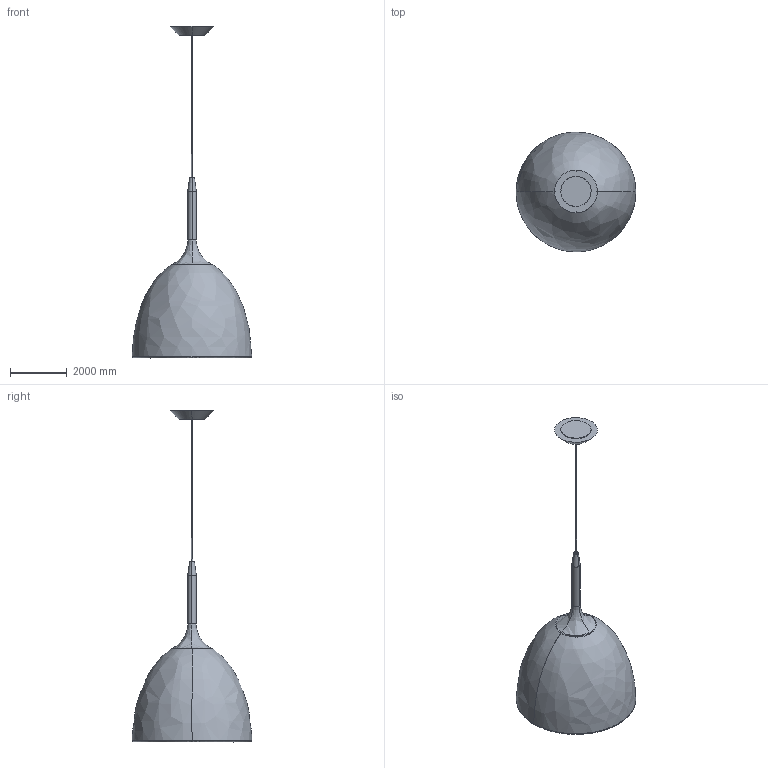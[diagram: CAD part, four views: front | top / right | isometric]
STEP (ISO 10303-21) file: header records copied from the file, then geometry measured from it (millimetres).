
FILE_DESCRIPTION(/* description */ (''),/* implementation_level */ '2;1');
FILE_NAME(/* name */ 'Castore_Calice_Sospensione_42_3D',/* time_stamp */ '2012-01-30T10:48:14+01:00',/* author */ (''),/* organization */ (''),/* preprocessor_version */ 'ST-DEVELOPER v10',/* originating_system */ '',/* authorisation */ '');
FILE_SCHEMA (('CONFIG_CONTROL_DESIGN'));
Length unit declared in the file: centimetre
Products named in the file (1): 1
Bounding box: 4199.57 x 4199.57 x 11660 mm (x, y, z)
Volume: 2949741089.9 mm3; surface area: 117012810.9 mm2
Topology: 3 solids, 3 shells, 80 faces, 176 edges, 104 vertices
Faces by surface type: bspline 72, plane 8
Entity records: 2960 total; most frequent: CARTESIAN_POINT 1936, ORIENTED_EDGE 344, EDGE_CURVE 172, VERTEX_POINT 104, EDGE_LOOP 86, ADVANCED_FACE 80, FACE_OUTER_BOUND 80, B_SPLINE_CURVE_WITH_KNOTS 32
